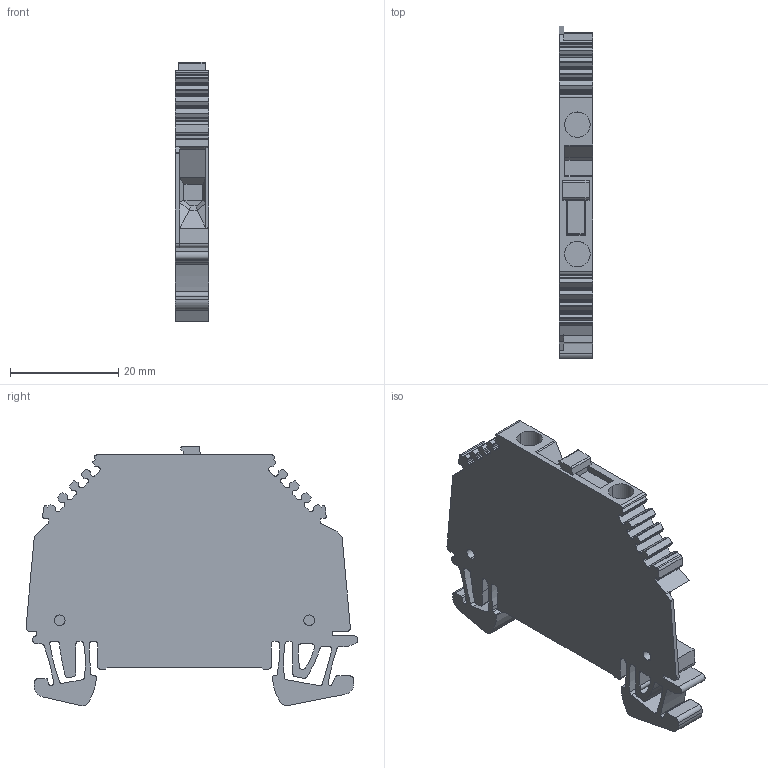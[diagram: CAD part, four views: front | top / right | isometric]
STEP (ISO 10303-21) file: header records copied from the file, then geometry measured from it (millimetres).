
FILE_DESCRIPTION(('CATIA V5R20 STEP214','CAx-IF Rec.Pracs.--- Model Styling and Organization---1.2---2011-12-15'),'2;1');
FILE_NAME ('5946622_3', '2016-05-23T13:12:16+00:00', ('Weidmueller Interface'), ('Weidmueller'), 'CATIA Version 5-6 Release 2014 SP4', 'CATIA V5 STEP AP214', 'none');
FILE_SCHEMA(('AUTOMOTIVE_DESIGN { 1 0 10303 214 1 1 1 1 }'));
Length unit declared in the file: millimetre
Products named in the file (1): 1000010001_WTR_4_SL_RT
Bounding box: 6.1 x 61.2 x 47.85 mm (x, y, z)
Volume: 10626.5 mm3; surface area: 7430.4 mm2
Topology: 2 solids, 2 shells, 444 faces, 1276 edges, 843 vertices
Faces by surface type: plane 245, cylinder 199
Entity records: 13989 total; most frequent: ORIENTED_EDGE 2552, CARTESIAN_POINT 2523, DIRECTION 2058, EDGE_CURVE 1276, VECTOR 870, LINE 870, VERTEX_POINT 843, AXIS2_PLACEMENT_3D 794
